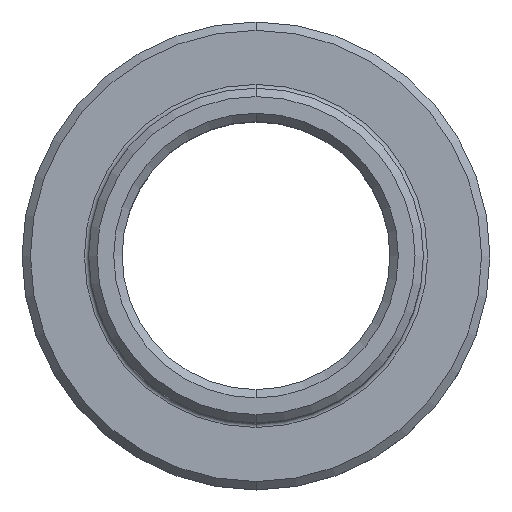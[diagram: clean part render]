
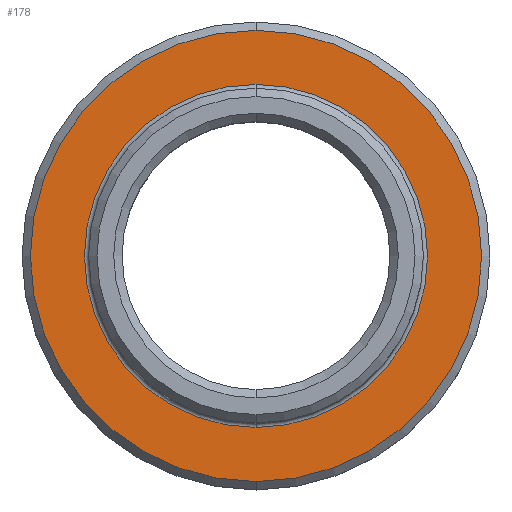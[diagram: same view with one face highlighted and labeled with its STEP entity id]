
A CAD part, top view. The second image highlights one B-rep face of the part: STEP entity #178.
In plain terms, the highlighted planar face has unit normal (0, 0, 1).
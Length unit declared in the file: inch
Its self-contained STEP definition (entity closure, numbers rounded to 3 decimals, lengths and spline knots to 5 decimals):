
#27 = VERTEX_POINT ( 'NONE', #123 ) ;
#37 = DIRECTION ( 'NONE',  ( 0., -1., 0. ) ) ;
#50 = VERTEX_POINT ( 'NONE', #250 ) ;
#66 = CARTESIAN_POINT ( 'NONE',  ( 0., 0., -0.125 ) ) ;
#77 = DIRECTION ( 'NONE',  ( 0., -1., 0. ) ) ;
#84 = DIRECTION ( 'NONE',  ( 0., 0., -1. ) ) ;
#96 = EDGE_LOOP ( 'NONE', ( #236, #574 ) ) ;
#104 = EDGE_CURVE ( 'NONE', #193, #50, #494, .T. ) ;
#119 = CARTESIAN_POINT ( 'NONE',  ( 0., 0., -0.125 ) ) ;
#123 = CARTESIAN_POINT ( 'NONE',  ( 0., 0.42188, -0.125 ) ) ;
#126 = EDGE_CURVE ( 'NONE', #179, #27, #390, .T. ) ;
#134 = DIRECTION ( 'NONE',  ( 0., -1., 0. ) ) ;
#166 = DIRECTION ( 'NONE',  ( 0., -1., 0. ) ) ;
#178 = ADVANCED_FACE ( 'NONE', ( #558, #440 ), #406, .T. ) ;
#179 = VERTEX_POINT ( 'NONE', #308 ) ;
#193 = VERTEX_POINT ( 'NONE', #219 ) ;
#219 = CARTESIAN_POINT ( 'NONE',  ( 0., -0.32081, -0.125 ) ) ;
#236 = ORIENTED_EDGE ( 'NONE', *, *, #298, .T. ) ;
#250 = CARTESIAN_POINT ( 'NONE',  ( 0., 0.32081, -0.125 ) ) ;
#264 = EDGE_CURVE ( 'NONE', #50, #193, #327, .T. ) ;
#298 = EDGE_CURVE ( 'NONE', #27, #179, #346, .T. ) ;
#308 = CARTESIAN_POINT ( 'NONE',  ( 0., -0.42188, -0.125 ) ) ;
#322 = ORIENTED_EDGE ( 'NONE', *, *, #264, .T. ) ;
#325 = AXIS2_PLACEMENT_3D ( 'NONE', #119, #495, #488 ) ;
#327 = CIRCLE ( 'NONE', #521, 0.32081 ) ;
#346 = CIRCLE ( 'NONE', #350, 0.42188 ) ;
#350 = AXIS2_PLACEMENT_3D ( 'NONE', #412, #451, #37 ) ;
#377 = ORIENTED_EDGE ( 'NONE', *, *, #104, .T. ) ;
#378 = EDGE_LOOP ( 'NONE', ( #377, #322 ) ) ;
#390 = CIRCLE ( 'NONE', #325, 0.42188 ) ;
#406 = PLANE ( 'NONE',  #492 ) ;
#412 = CARTESIAN_POINT ( 'NONE',  ( 0., 0., -0.125 ) ) ;
#435 = DIRECTION ( 'NONE',  ( 0., 0., -1. ) ) ;
#440 = FACE_OUTER_BOUND ( 'NONE', #96, .T. ) ;
#451 = DIRECTION ( 'NONE',  ( 0., 0., 1. ) ) ;
#453 = CARTESIAN_POINT ( 'NONE',  ( 0., 0.4375, -0.125 ) ) ;
#462 = CARTESIAN_POINT ( 'NONE',  ( 0., 0., -0.125 ) ) ;
#476 = AXIS2_PLACEMENT_3D ( 'NONE', #66, #435, #166 ) ;
#488 = DIRECTION ( 'NONE',  ( 0., -1., 0. ) ) ;
#492 = AXIS2_PLACEMENT_3D ( 'NONE', #453, #538, #77 ) ;
#494 = CIRCLE ( 'NONE', #476, 0.32081 ) ;
#495 = DIRECTION ( 'NONE',  ( 0., 0., 1. ) ) ;
#521 = AXIS2_PLACEMENT_3D ( 'NONE', #462, #84, #134 ) ;
#538 = DIRECTION ( 'NONE',  ( 0., 0., 1. ) ) ;
#558 = FACE_BOUND ( 'NONE', #378, .T. ) ;
#574 = ORIENTED_EDGE ( 'NONE', *, *, #126, .T. ) ;
